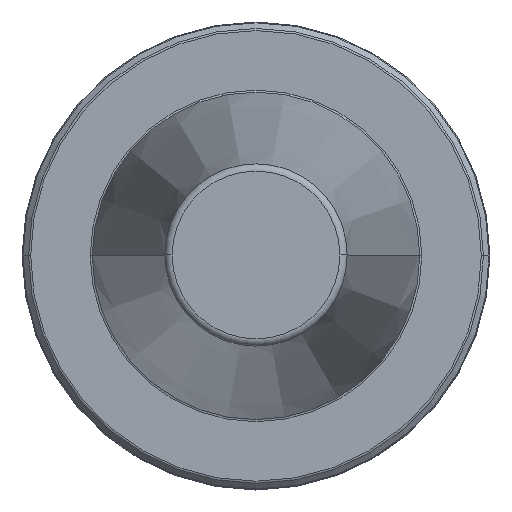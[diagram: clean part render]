
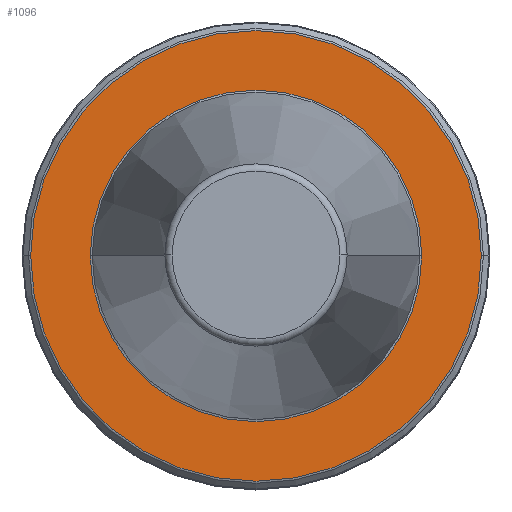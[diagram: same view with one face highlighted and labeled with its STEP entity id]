
A CAD part, top view. The second image highlights one B-rep face of the part: STEP entity #1096.
In plain terms, the highlighted planar face has unit normal (0, 0, 1).
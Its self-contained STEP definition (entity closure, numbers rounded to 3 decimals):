
#9 = DIRECTION ( 'NONE',  ( 1., 0., 0. ) ) ;
#15 = ORIENTED_EDGE ( 'NONE', *, *, #727, .T. ) ;
#45 = AXIS2_PLACEMENT_3D ( 'NONE', #1189, #794, #317 ) ;
#73 = EDGE_LOOP ( 'NONE', ( #1046, #1030 ) ) ;
#77 = EDGE_LOOP ( 'NONE', ( #350, #15 ) ) ;
#80 = FACE_BOUND ( 'NONE', #73, .T. ) ;
#81 = VERTEX_POINT ( 'NONE', #393 ) ;
#90 = VERTEX_POINT ( 'NONE', #500 ) ;
#105 = CARTESIAN_POINT ( 'NONE',  ( 22.5, 0., -3.2 ) ) ;
#107 = DIRECTION ( 'NONE',  ( 1., 0., 0. ) ) ;
#155 = DIRECTION ( 'NONE',  ( 1., 0., 0. ) ) ;
#175 = VERTEX_POINT ( 'NONE', #105 ) ;
#189 = CIRCLE ( 'NONE', #833, 22.5 ) ;
#196 = DIRECTION ( 'NONE',  ( 1., 0., 0. ) ) ;
#212 = DIRECTION ( 'NONE',  ( 0., 0., 1. ) ) ;
#317 = DIRECTION ( 'NONE',  ( 1., 0., 0. ) ) ;
#350 = ORIENTED_EDGE ( 'NONE', *, *, #611, .T. ) ;
#365 = EDGE_CURVE ( 'NONE', #445, #175, #1129, .T. ) ;
#371 = CIRCLE ( 'NONE', #45, 30.584 ) ;
#393 = CARTESIAN_POINT ( 'NONE',  ( -30.584, 0., -3.2 ) ) ;
#408 = CARTESIAN_POINT ( 'NONE',  ( 0., 0., -3.2 ) ) ;
#445 = VERTEX_POINT ( 'NONE', #623 ) ;
#472 = CARTESIAN_POINT ( 'NONE',  ( 0., 0., -3.2 ) ) ;
#500 = CARTESIAN_POINT ( 'NONE',  ( 30.584, 0., -3.2 ) ) ;
#555 = AXIS2_PLACEMENT_3D ( 'NONE', #925, #735, #155 ) ;
#611 = EDGE_CURVE ( 'NONE', #90, #81, #371, .T. ) ;
#623 = CARTESIAN_POINT ( 'NONE',  ( -22.5, 0., -3.2 ) ) ;
#688 = AXIS2_PLACEMENT_3D ( 'NONE', #408, #212, #9 ) ;
#694 = DIRECTION ( 'NONE',  ( 0., 0., 1. ) ) ;
#727 = EDGE_CURVE ( 'NONE', #81, #90, #1156, .T. ) ;
#735 = DIRECTION ( 'NONE',  ( 0., 0., 1. ) ) ;
#794 = DIRECTION ( 'NONE',  ( 0., 0., 1. ) ) ;
#796 = EDGE_CURVE ( 'NONE', #175, #445, #189, .T. ) ;
#833 = AXIS2_PLACEMENT_3D ( 'NONE', #472, #1258, #196 ) ;
#855 = FACE_OUTER_BOUND ( 'NONE', #77, .T. ) ;
#925 = CARTESIAN_POINT ( 'NONE',  ( 0., 0., -3.2 ) ) ;
#986 = CARTESIAN_POINT ( 'NONE',  ( 0., 0., -3.2 ) ) ;
#1007 = AXIS2_PLACEMENT_3D ( 'NONE', #986, #694, #107 ) ;
#1030 = ORIENTED_EDGE ( 'NONE', *, *, #365, .F. ) ;
#1046 = ORIENTED_EDGE ( 'NONE', *, *, #796, .F. ) ;
#1069 = PLANE ( 'NONE',  #1007 ) ;
#1096 = ADVANCED_FACE ( 'NONE', ( #855, #80 ), #1069, .T. ) ;
#1129 = CIRCLE ( 'NONE', #688, 22.5 ) ;
#1156 = CIRCLE ( 'NONE', #555, 30.584 ) ;
#1189 = CARTESIAN_POINT ( 'NONE',  ( 0., 0., -3.2 ) ) ;
#1258 = DIRECTION ( 'NONE',  ( 0., 0., 1. ) ) ;
